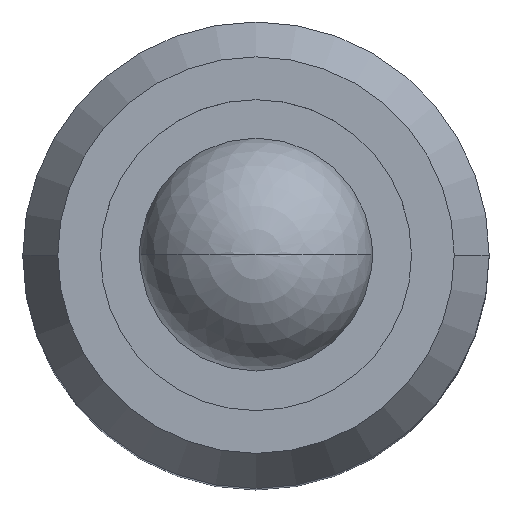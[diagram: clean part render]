
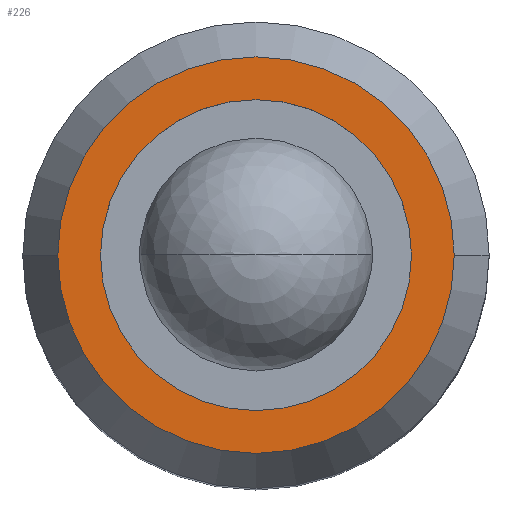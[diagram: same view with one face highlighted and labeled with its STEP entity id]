
A CAD part, top view. The second image highlights one B-rep face of the part: STEP entity #226.
In plain terms, the highlighted planar face has unit normal (0, 0, 1).
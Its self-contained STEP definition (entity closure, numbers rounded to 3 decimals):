
#144=VERTEX_POINT('',#361);
#152=EDGE_CURVE('',#276,#144,#369,.T.);
#170=VERTEX_POINT('',#388);
#174=EDGE_CURVE('',#144,#276,#392,.T.);
#226=ADVANCED_FACE('',(#450,#451),#452,.T.);
#250=EDGE_CURVE('',#170,#262,#478,.T.);
#260=EDGE_CURVE('',#262,#170,#488,.T.);
#262=VERTEX_POINT('',#490);
#276=VERTEX_POINT('',#506);
#361=CARTESIAN_POINT('',(5.1,0.,0.));
#369=CIRCLE('',#606,5.1);
#388=CARTESIAN_POINT('',(4.0,0.,0.));
#392=CIRCLE('',#637,5.1);
#450=FACE_OUTER_BOUND('',#714,.T.);
#451=FACE_BOUND('',#715,.T.);
#452=PLANE('',#716);
#478=CIRCLE('',#748,4.0);
#488=CIRCLE('',#763,4.0);
#490=CARTESIAN_POINT('',(-4.0,0.,0.));
#506=CARTESIAN_POINT('',(-5.1,0.,0.));
#606=AXIS2_PLACEMENT_3D('',#892,#893,#894);
#637=AXIS2_PLACEMENT_3D('',#918,#919,#920);
#714=EDGE_LOOP('',(#989,#990));
#715=EDGE_LOOP('',(#991,#992));
#716=AXIS2_PLACEMENT_3D('',#993,#994,#995);
#748=AXIS2_PLACEMENT_3D('',#1021,#1022,#1023);
#763=AXIS2_PLACEMENT_3D('',#1031,#1032,#1033);
#892=CARTESIAN_POINT('',(0.,0.,0.));
#893=DIRECTION('',(0.0,0.0,1.0));
#894=DIRECTION('',(-1.0,0.,0.0));
#918=CARTESIAN_POINT('',(0.,0.,0.));
#919=DIRECTION('',(0.0,0.0,1.0));
#920=DIRECTION('',(-1.0,0.,0.0));
#989=ORIENTED_EDGE('',*,*,#152,.T.);
#990=ORIENTED_EDGE('',*,*,#174,.T.);
#991=ORIENTED_EDGE('',*,*,#260,.F.);
#992=ORIENTED_EDGE('',*,*,#250,.F.);
#993=CARTESIAN_POINT('',(-4.55,0.,0.));
#994=DIRECTION('',(0.0,0.0,1.0));
#995=DIRECTION('',(-1.0,0.,0.0));
#1021=CARTESIAN_POINT('',(0.,0.,0.));
#1022=DIRECTION('',(0.0,0.0,1.0));
#1023=DIRECTION('',(-1.0,0.,0.0));
#1031=CARTESIAN_POINT('',(0.,0.,0.));
#1032=DIRECTION('',(0.0,0.0,1.0));
#1033=DIRECTION('',(-1.0,0.,0.0));
